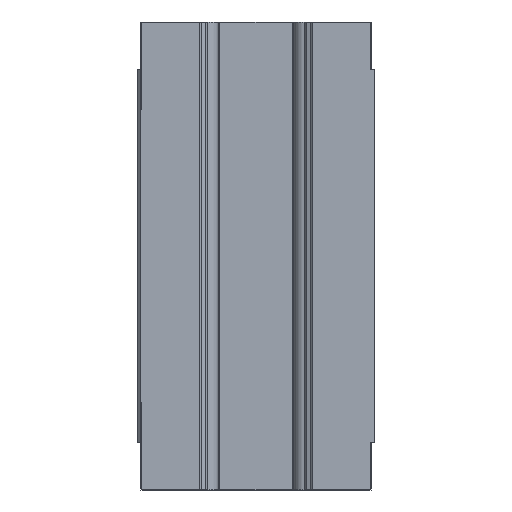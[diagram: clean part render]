
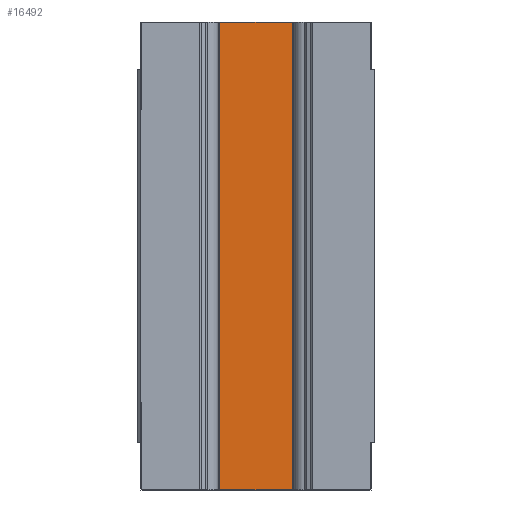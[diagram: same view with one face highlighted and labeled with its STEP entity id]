
A CAD part, front view. The second image highlights one B-rep face of the part: STEP entity #16492.
In plain terms, the highlighted planar face has unit normal (0, -1, 0).
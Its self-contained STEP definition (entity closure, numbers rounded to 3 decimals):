
#1142 = CARTESIAN_POINT ( 'NONE',  ( 10.434, 20.6, -59. ) ) ;
#1143 = PLANE ( 'NONE',  #16088 ) ;
#1145 = DIRECTION ( 'NONE',  ( 0., 1., 0. ) ) ;
#1146 = DIRECTION ( 'NONE',  ( -1., 0., 0. ) ) ;
#2567 = ORIENTED_EDGE ( 'NONE', *, *, #15717, .F. ) ;
#2568 = ORIENTED_EDGE ( 'NONE', *, *, #9290, .T. ) ;
#2569 = ORIENTED_EDGE ( 'NONE', *, *, #15718, .T. ) ;
#2572 = ORIENTED_EDGE ( 'NONE', *, *, #15869, .F. ) ;
#2925 = VECTOR ( 'NONE', #16943, 1000. ) ;
#2932 = LINE ( 'NONE', #16942, #2925 ) ;
#3162 = CARTESIAN_POINT ( 'NONE',  ( 10.434, 20.6, 58.95 ) ) ;
#3496 = VERTEX_POINT ( 'NONE', #3162 ) ;
#4079 = VERTEX_POINT ( 'NONE', #5074 ) ;
#4134 = VERTEX_POINT ( 'NONE', #5021 ) ;
#4160 = VERTEX_POINT ( 'NONE', #4993 ) ;
#4993 = CARTESIAN_POINT ( 'NONE',  ( 10.434, 20.6, -58.95 ) ) ;
#5021 = CARTESIAN_POINT ( 'NONE',  ( -10.434, 20.6, 58.95 ) ) ;
#5074 = CARTESIAN_POINT ( 'NONE',  ( -10.434, 20.6, -58.95 ) ) ;
#5555 = EDGE_LOOP ( 'NONE', ( #2569, #2568, #2567, #2572 ) ) ;
#5905 = VECTOR ( 'NONE', #16572, 1000. ) ;
#5906 = LINE ( 'NONE', #16571, #5905 ) ;
#5908 = VECTOR ( 'NONE', #10730, 1000. ) ;
#5909 = LINE ( 'NONE', #10732, #5908 ) ;
#9290 = EDGE_CURVE ( 'NONE', #3496, #4134, #14204, .T. ) ;
#10730 = DIRECTION ( 'NONE',  ( 0., 0., 1. ) ) ;
#10732 = CARTESIAN_POINT ( 'NONE',  ( -10.434, 20.6, -59. ) ) ;
#10821 = FACE_OUTER_BOUND ( 'NONE', #5555, .T. ) ;
#13911 = DIRECTION ( 'NONE',  ( -1., 0., 0. ) ) ;
#13912 = CARTESIAN_POINT ( 'NONE',  ( 10.434, 20.6, 58.95 ) ) ;
#14203 = VECTOR ( 'NONE', #13911, 1000. ) ;
#14204 = LINE ( 'NONE', #13912, #14203 ) ;
#15717 = EDGE_CURVE ( 'NONE', #4079, #4134, #5909, .T. ) ;
#15718 = EDGE_CURVE ( 'NONE', #4160, #3496, #5906, .T. ) ;
#15869 = EDGE_CURVE ( 'NONE', #4160, #4079, #2932, .T. ) ;
#16088 = AXIS2_PLACEMENT_3D ( 'NONE', #1142, #1145, #1146 ) ;
#16492 = ADVANCED_FACE ( 'NONE', ( #10821 ), #1143, .F. ) ;
#16571 = CARTESIAN_POINT ( 'NONE',  ( 10.434, 20.6, -59. ) ) ;
#16572 = DIRECTION ( 'NONE',  ( 0., 0., 1. ) ) ;
#16942 = CARTESIAN_POINT ( 'NONE',  ( 29., 20.6, -58.95 ) ) ;
#16943 = DIRECTION ( 'NONE',  ( -1., 0., 0. ) ) ;
